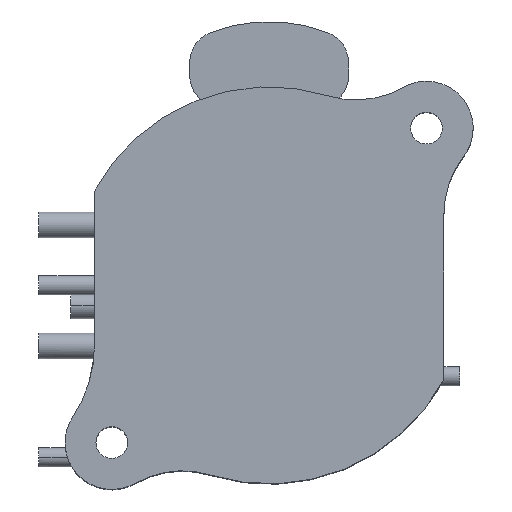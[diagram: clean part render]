
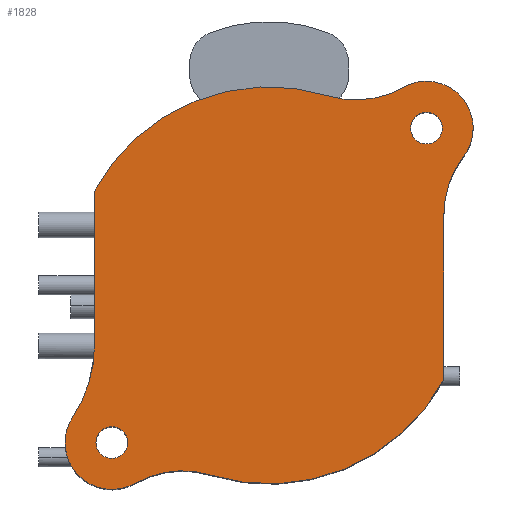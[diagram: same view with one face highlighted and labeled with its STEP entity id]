
A CAD part, top view. The second image highlights one B-rep face of the part: STEP entity #1828.
In plain terms, the highlighted planar face has unit normal (0, 0, 1).
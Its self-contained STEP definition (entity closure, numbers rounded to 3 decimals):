
#372=CARTESIAN_POINT('',(9.9,9.9,20.));
#373=DIRECTION('',(0.,0.,-1.));
#374=DIRECTION('',(1.,0.,0.));
#375=AXIS2_PLACEMENT_3D('',#372,#373,#374);
#380=CARTESIAN_POINT('',(9.9,9.9,20.));
#381=DIRECTION('',(0.,0.,-1.));
#382=DIRECTION('',(-1.,0.,0.));
#383=AXIS2_PLACEMENT_3D('',#380,#381,#382);
#388=CARTESIAN_POINT('',(-9.9,-9.9,20.));
#389=DIRECTION('',(0.,0.,-1.));
#390=DIRECTION('',(1.,0.,0.));
#391=AXIS2_PLACEMENT_3D('',#388,#389,#390);
#396=CARTESIAN_POINT('',(-9.9,-9.9,20.));
#397=DIRECTION('',(0.,0.,-1.));
#398=DIRECTION('',(-1.,0.,0.));
#399=AXIS2_PLACEMENT_3D('',#396,#397,#398);
#404=DIRECTION('',(0.,-1.,0.));
#405=VECTOR('',#404,9.747);
#406=CARTESIAN_POINT('',(-11.,5.937,20.));
#407=LINE('',#406,#405);
#411=CARTESIAN_POINT('',(0.,0.,20.));
#412=DIRECTION('',(0.,0.,1.));
#413=DIRECTION('',(0.295,0.955,0.));
#414=AXIS2_PLACEMENT_3D('',#411,#412,#413);
#419=CARTESIAN_POINT('',(5.466,17.674,20.));
#420=DIRECTION('',(0.,0.,-1.));
#421=DIRECTION('',(0.495,-0.869,0.));
#422=AXIS2_PLACEMENT_3D('',#419,#420,#421);
#427=CARTESIAN_POINT('',(9.9,9.9,20.));
#428=DIRECTION('',(0.,0.,1.));
#429=DIRECTION('',(0.793,-0.609,0.));
#430=AXIS2_PLACEMENT_3D('',#427,#428,#429);
#435=CARTESIAN_POINT('',(17.,4.451,20.));
#436=DIRECTION('',(0.,0.,-1.));
#437=DIRECTION('',(-1.,0.,0.));
#438=AXIS2_PLACEMENT_3D('',#435,#436,#437);
#443=DIRECTION('',(0.,1.,0.));
#444=VECTOR('',#443,10.388);
#445=CARTESIAN_POINT('',(11.,-5.937,20.));
#446=LINE('',#445,#444);
#450=CARTESIAN_POINT('',(0.,0.,20.));
#451=DIRECTION('',(0.,0.,1.));
#452=DIRECTION('',(-0.295,-0.955,0.));
#453=AXIS2_PLACEMENT_3D('',#450,#451,#452);
#458=CARTESIAN_POINT('',(-5.466,-17.674,20.));
#459=DIRECTION('',(0.,0.,-1.));
#460=DIRECTION('',(-0.495,0.869,0.));
#461=AXIS2_PLACEMENT_3D('',#458,#459,#460);
#466=CARTESIAN_POINT('',(-9.9,-9.9,20.));
#467=DIRECTION('',(0.,0.,1.));
#468=DIRECTION('',(-0.831,0.556,0.));
#469=AXIS2_PLACEMENT_3D('',#466,#467,#468);
#474=CARTESIAN_POINT('',(-19.,-3.81,20.));
#475=DIRECTION('',(0.,0.,-1.));
#476=DIRECTION('',(1.,0.,0.));
#477=AXIS2_PLACEMENT_3D('',#474,#475,#476);
#1506=CARTESIAN_POINT('',(-11.,5.937,20.));
#1507=CARTESIAN_POINT('',(-11.,-3.81,20.));
#1508=VERTEX_POINT('',#1506);
#1509=VERTEX_POINT('',#1507);
#1510=CARTESIAN_POINT('',(-12.352,-8.259,20.));
#1511=CARTESIAN_POINT('',(-8.438,-12.462,20.));
#1512=VERTEX_POINT('',#1510);
#1513=VERTEX_POINT('',#1511);
#1514=CARTESIAN_POINT('',(11.,-5.937,20.));
#1515=CARTESIAN_POINT('',(11.,4.451,20.));
#1516=VERTEX_POINT('',#1514);
#1517=VERTEX_POINT('',#1515);
#1518=CARTESIAN_POINT('',(12.24,8.104,20.));
#1519=CARTESIAN_POINT('',(8.438,12.462,20.));
#1520=VERTEX_POINT('',#1518);
#1521=VERTEX_POINT('',#1519);
#1522=CARTESIAN_POINT('',(3.693,11.942,20.));
#1523=VERTEX_POINT('',#1522);
#1532=CARTESIAN_POINT('',(10.9,9.9,20.));
#1533=CARTESIAN_POINT('',(8.9,9.9,20.));
#1534=VERTEX_POINT('',#1532);
#1535=VERTEX_POINT('',#1533);
#1536=CARTESIAN_POINT('',(-8.9,-9.9,20.));
#1537=CARTESIAN_POINT('',(-10.9,-9.9,20.));
#1538=VERTEX_POINT('',#1536);
#1539=VERTEX_POINT('',#1537);
#1676=CARTESIAN_POINT('',(-3.693,-11.942,20.));
#1677=VERTEX_POINT('',#1676);
#1791=CARTESIAN_POINT('',(0.,0.,20.));
#1792=DIRECTION('',(0.,0.,1.));
#1793=DIRECTION('',(1.,0.,0.));
#1794=AXIS2_PLACEMENT_3D('',#1791,#1792,#1793);
#1795=PLANE('',#1794);
#1797=ORIENTED_EDGE('',*,*,#1796,.F.);
#1799=ORIENTED_EDGE('',*,*,#1798,.F.);
#1801=ORIENTED_EDGE('',*,*,#1800,.F.);
#1803=ORIENTED_EDGE('',*,*,#1802,.F.);
#1805=ORIENTED_EDGE('',*,*,#1804,.F.);
#1807=ORIENTED_EDGE('',*,*,#1806,.F.);
#1809=ORIENTED_EDGE('',*,*,#1808,.F.);
#1811=ORIENTED_EDGE('',*,*,#1810,.F.);
#1813=ORIENTED_EDGE('',*,*,#1812,.F.);
#1815=ORIENTED_EDGE('',*,*,#1814,.F.);
#1816=EDGE_LOOP('',(#1797,#1799,#1801,#1803,#1805,#1807,#1809,#1811,#1813,
#1815));
#1817=FACE_OUTER_BOUND('',#1816,.F.);
#1819=ORIENTED_EDGE('',*,*,#1818,.F.);
#1821=ORIENTED_EDGE('',*,*,#1820,.F.);
#1822=EDGE_LOOP('',(#1819,#1821));
#1823=FACE_BOUND('',#1822,.F.);
#1824=ORIENTED_EDGE('',*,*,#1771,.F.);
#1825=ORIENTED_EDGE('',*,*,#1785,.F.);
#1826=EDGE_LOOP('',(#1824,#1825));
#1827=FACE_BOUND('',#1826,.F.);
#376=CIRCLE('',#375,1.);
#384=CIRCLE('',#383,1.);
#392=CIRCLE('',#391,1.);
#400=CIRCLE('',#399,1.);
#415=CIRCLE('',#414,12.5);
#423=CIRCLE('',#422,6.);
#431=CIRCLE('',#430,2.95);
#439=CIRCLE('',#438,6.);
#454=CIRCLE('',#453,12.5);
#462=CIRCLE('',#461,6.);
#470=CIRCLE('',#469,2.95);
#478=CIRCLE('',#477,8.);
#1771=EDGE_CURVE('',#1534,#1535,#376,.T.);
#1785=EDGE_CURVE('',#1535,#1534,#384,.T.);
#1796=EDGE_CURVE('',#1508,#1509,#407,.T.);
#1798=EDGE_CURVE('',#1523,#1508,#415,.T.);
#1800=EDGE_CURVE('',#1521,#1523,#423,.T.);
#1802=EDGE_CURVE('',#1520,#1521,#431,.T.);
#1804=EDGE_CURVE('',#1517,#1520,#439,.T.);
#1806=EDGE_CURVE('',#1516,#1517,#446,.T.);
#1808=EDGE_CURVE('',#1677,#1516,#454,.T.);
#1810=EDGE_CURVE('',#1513,#1677,#462,.T.);
#1812=EDGE_CURVE('',#1512,#1513,#470,.T.);
#1814=EDGE_CURVE('',#1509,#1512,#478,.T.);
#1818=EDGE_CURVE('',#1538,#1539,#392,.T.);
#1820=EDGE_CURVE('',#1539,#1538,#400,.T.);
#1828=ADVANCED_FACE('',(#1817,#1823,#1827),#1795,.T.);
